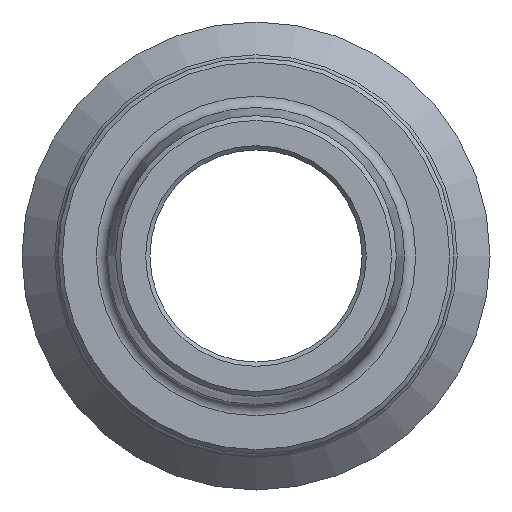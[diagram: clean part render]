
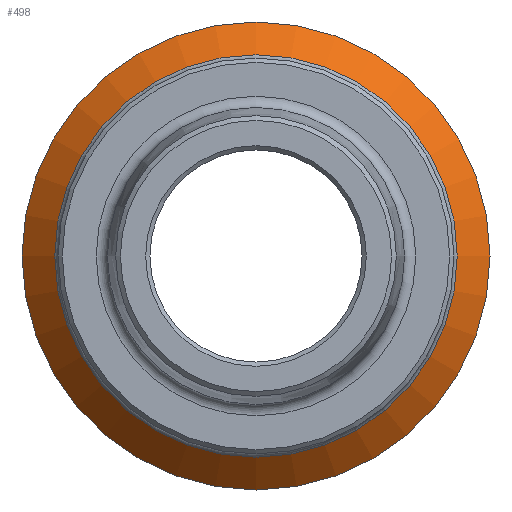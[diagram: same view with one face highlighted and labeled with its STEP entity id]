
A CAD part, left-side view. The second image highlights one B-rep face of the part: STEP entity #498.
In plain terms, the highlighted conical face has half-angle 45 degrees and reference radius 15.275 mm.
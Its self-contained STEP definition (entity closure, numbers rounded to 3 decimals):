
#56=FACE_OUTER_BOUND('',#92,.T.);
#92=EDGE_LOOP('',(#381,#382,#383,#384,#385));
#129=LINE('',#889,#146);
#146=VECTOR('',#707,15.275);
#175=CIRCLE('',#571,14.234);
#176=CIRCLE('',#572,14.234);
#177=CIRCLE('',#574,16.55);
#228=VERTEX_POINT('',#881);
#229=VERTEX_POINT('',#883);
#230=VERTEX_POINT('',#887);
#284=EDGE_CURVE('',#228,#229,#175,.T.);
#285=EDGE_CURVE('',#229,#228,#176,.T.);
#286=EDGE_CURVE('',#230,#230,#177,.T.);
#287=EDGE_CURVE('',#230,#229,#129,.T.);
#381=ORIENTED_EDGE('',*,*,#286,.F.);
#382=ORIENTED_EDGE('',*,*,#287,.T.);
#383=ORIENTED_EDGE('',*,*,#284,.F.);
#384=ORIENTED_EDGE('',*,*,#285,.F.);
#385=ORIENTED_EDGE('',*,*,#287,.F.);
#478=CONICAL_SURFACE('',#573,15.275,0.785);
#498=ADVANCED_FACE('',(#56),#478,.T.);
#571=AXIS2_PLACEMENT_3D('',#884,#699,#700);
#572=AXIS2_PLACEMENT_3D('',#885,#701,#702);
#573=AXIS2_PLACEMENT_3D('',#886,#703,#704);
#574=AXIS2_PLACEMENT_3D('',#888,#705,#706);
#699=DIRECTION('center_axis',(-1.,0.,0.));
#700=DIRECTION('ref_axis',(0.,-1.,0.));
#701=DIRECTION('center_axis',(-1.,0.,0.));
#702=DIRECTION('ref_axis',(0.,-1.,0.));
#703=DIRECTION('center_axis',(1.,0.,0.));
#704=DIRECTION('ref_axis',(0.,1.,0.));
#705=DIRECTION('center_axis',(1.,0.,0.));
#706=DIRECTION('ref_axis',(0.,0.,-1.));
#707=DIRECTION('',(-0.707,0.707,0.));
#881=CARTESIAN_POINT('',(-10.816,0.,14.234));
#883=CARTESIAN_POINT('',(-10.816,-14.234,0.));
#884=CARTESIAN_POINT('Origin',(-10.816,0.,0.));
#885=CARTESIAN_POINT('Origin',(-10.816,0.,0.));
#886=CARTESIAN_POINT('Origin',(-9.775,0.,0.));
#887=CARTESIAN_POINT('',(-8.5,-16.55,0.));
#888=CARTESIAN_POINT('Origin',(-8.5,0.,0.));
#889=CARTESIAN_POINT('',(-9.775,-15.275,0.));
